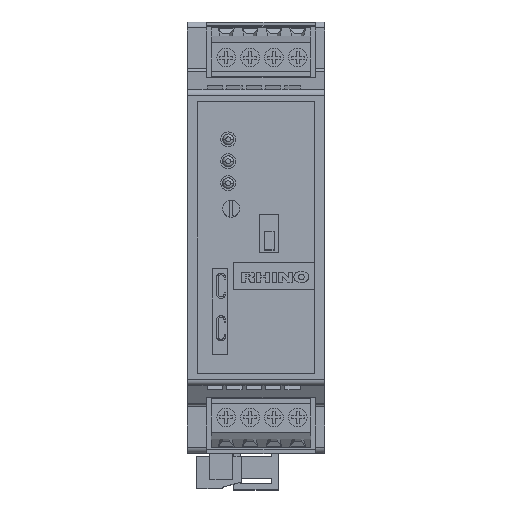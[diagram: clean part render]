
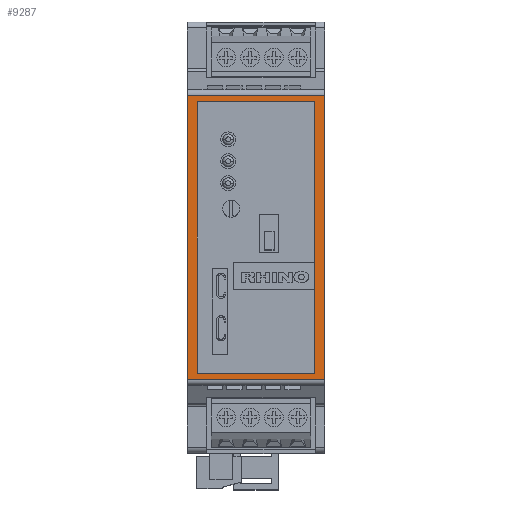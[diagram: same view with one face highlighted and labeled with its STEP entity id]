
A CAD part, top view. The second image highlights one B-rep face of the part: STEP entity #9287.
In plain terms, the highlighted planar face has unit normal (0, 0, 1).
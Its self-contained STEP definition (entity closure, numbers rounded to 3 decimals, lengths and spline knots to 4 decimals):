
#1133 = AXIS2_PLACEMENT_3D ( 'NONE', #26184, #26185, #26186 ) ;
#9287 = ADVANCED_FACE ( 'NONE', ( #23991, #23992 ), #26183, .F. ) ;
#15888 = VERTEX_POINT ( 'NONE', #36747 ) ;
#15889 = VERTEX_POINT ( 'NONE', #36748 ) ;
#15925 = VERTEX_POINT ( 'NONE', #36784 ) ;
#15926 = VERTEX_POINT ( 'NONE', #36785 ) ;
#16718 = EDGE_LOOP ( 'NONE', ( #18558, #18560, #18559, #18561 ) ) ;
#16719 = EDGE_LOOP ( 'NONE', ( #18562, #18564, #18563, #18565 ) ) ;
#17614 = EDGE_CURVE ( 'NONE', #15888, #15889, #34407, .T. ) ;
#17656 = EDGE_CURVE ( 'NONE', #15926, #15925, #34443, .T. ) ;
#17847 = EDGE_CURVE ( 'NONE', #15889, #15925, #40236, .T. ) ;
#17848 = EDGE_CURVE ( 'NONE', #15888, #15926, #40237, .T. ) ;
#17849 = EDGE_CURVE ( 'NONE', #19011, #19012, #40238, .T. ) ;
#17850 = EDGE_CURVE ( 'NONE', #19013, #19011, #40239, .T. ) ;
#17851 = EDGE_CURVE ( 'NONE', #19014, #19013, #40240, .T. ) ;
#17852 = EDGE_CURVE ( 'NONE', #19012, #19014, #40241, .T. ) ;
#18558 = ORIENTED_EDGE ( 'NONE', *, *, #17656, .T. ) ;
#18559 = ORIENTED_EDGE ( 'NONE', *, *, #17614, .F. ) ;
#18560 = ORIENTED_EDGE ( 'NONE', *, *, #17847, .F. ) ;
#18561 = ORIENTED_EDGE ( 'NONE', *, *, #17848, .T. ) ;
#18562 = ORIENTED_EDGE ( 'NONE', *, *, #17849, .F. ) ;
#18563 = ORIENTED_EDGE ( 'NONE', *, *, #17851, .F. ) ;
#18564 = ORIENTED_EDGE ( 'NONE', *, *, #17850, .F. ) ;
#18565 = ORIENTED_EDGE ( 'NONE', *, *, #17852, .F. ) ;
#19011 = VERTEX_POINT ( 'NONE', #42456 ) ;
#19012 = VERTEX_POINT ( 'NONE', #42457 ) ;
#19013 = VERTEX_POINT ( 'NONE', #42458 ) ;
#19014 = VERTEX_POINT ( 'NONE', #42459 ) ;
#23991 = FACE_OUTER_BOUND ( 'NONE', #16718, .T. ) ;
#23992 = FACE_BOUND ( 'NONE', #16719, .T. ) ;
#26183 = PLANE ( 'NONE',  #1133 ) ;
#26184 = CARTESIAN_POINT ( 'NONE',  ( 0.69, 1.428, 0. ) ) ;
#26185 = DIRECTION ( 'NONE',  ( 0., 0., -1. ) ) ;
#26186 = DIRECTION ( 'NONE',  ( -1., 0., 0. ) ) ;
#34407 = LINE ( 'NONE', #39282, #38537 ) ;
#34443 = LINE ( 'NONE', #39389, #38592 ) ;
#36747 = CARTESIAN_POINT ( 'NONE',  ( 0.69, 1.428, 0. ) ) ;
#36748 = CARTESIAN_POINT ( 'NONE',  ( 0.69, -1.428, 0. ) ) ;
#36784 = CARTESIAN_POINT ( 'NONE',  ( -0.69, -1.428, 0. ) ) ;
#36785 = CARTESIAN_POINT ( 'NONE',  ( -0.69, 1.428, 0. ) ) ;
#38537 = VECTOR ( 'NONE', #39283, 39.3701 ) ;
#38592 = VECTOR ( 'NONE', #39390, 39.3701 ) ;
#38788 = VECTOR ( 'NONE', #40013, 39.3701 ) ;
#38789 = VECTOR ( 'NONE', #40015, 39.3701 ) ;
#38790 = VECTOR ( 'NONE', #40017, 39.3701 ) ;
#38791 = VECTOR ( 'NONE', #40019, 39.3701 ) ;
#38792 = VECTOR ( 'NONE', #40021, 39.3701 ) ;
#38793 = VECTOR ( 'NONE', #40023, 39.3701 ) ;
#39282 = CARTESIAN_POINT ( 'NONE',  ( 0.69, 1.428, 0. ) ) ;
#39283 = DIRECTION ( 'NONE',  ( 0., -1., 0. ) ) ;
#39389 = CARTESIAN_POINT ( 'NONE',  ( -0.69, 1.428, 0. ) ) ;
#39390 = DIRECTION ( 'NONE',  ( 0., -1., 0. ) ) ;
#40012 = CARTESIAN_POINT ( 'NONE',  ( 0.69, -1.428, 0. ) ) ;
#40013 = DIRECTION ( 'NONE',  ( -1., 0., 0. ) ) ;
#40014 = CARTESIAN_POINT ( 'NONE',  ( 0.69, 1.428, 0. ) ) ;
#40015 = DIRECTION ( 'NONE',  ( -1., 0., 0. ) ) ;
#40016 = CARTESIAN_POINT ( 'NONE',  ( 0.59, 1.365, 0. ) ) ;
#40017 = DIRECTION ( 'NONE',  ( 0., 1., 0. ) ) ;
#40018 = CARTESIAN_POINT ( 'NONE',  ( -0.59, -1.365, 0. ) ) ;
#40019 = DIRECTION ( 'NONE',  ( 1., 0., 0. ) ) ;
#40020 = CARTESIAN_POINT ( 'NONE',  ( -0.59, 1.365, 0. ) ) ;
#40021 = DIRECTION ( 'NONE',  ( 0., -1., 0. ) ) ;
#40022 = CARTESIAN_POINT ( 'NONE',  ( -0.59, 1.365, 0. ) ) ;
#40023 = DIRECTION ( 'NONE',  ( -1., 0., 0. ) ) ;
#40236 = LINE ( 'NONE', #40012, #38788 ) ;
#40237 = LINE ( 'NONE', #40014, #38789 ) ;
#40238 = LINE ( 'NONE', #40016, #38790 ) ;
#40239 = LINE ( 'NONE', #40018, #38791 ) ;
#40240 = LINE ( 'NONE', #40020, #38792 ) ;
#40241 = LINE ( 'NONE', #40022, #38793 ) ;
#42456 = CARTESIAN_POINT ( 'NONE',  ( 0.59, -1.365, 0. ) ) ;
#42457 = CARTESIAN_POINT ( 'NONE',  ( 0.59, 1.365, 0. ) ) ;
#42458 = CARTESIAN_POINT ( 'NONE',  ( -0.59, -1.365, 0. ) ) ;
#42459 = CARTESIAN_POINT ( 'NONE',  ( -0.59, 1.365, 0. ) ) ;
